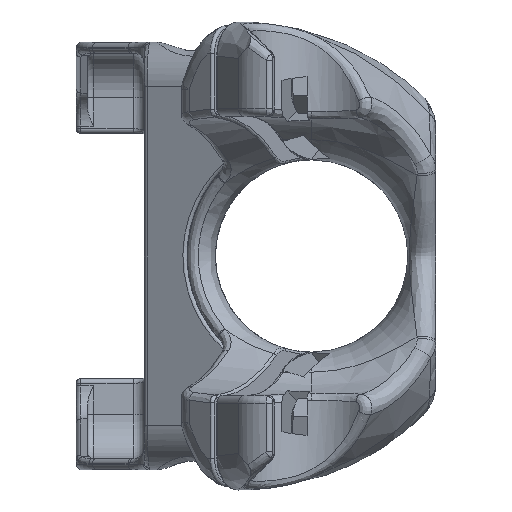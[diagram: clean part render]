
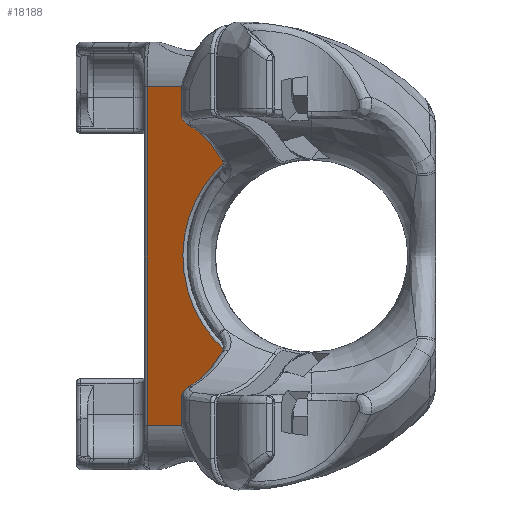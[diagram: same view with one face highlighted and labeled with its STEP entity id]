
A CAD part, left-side view. The second image highlights one B-rep face of the part: STEP entity #18188.
In plain terms, the highlighted planar face has unit normal (-0.866, 0.5, 0).
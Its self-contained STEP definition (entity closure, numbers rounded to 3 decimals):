
#17476=CARTESIAN_POINT('',(30.489,12.044,-30.35));
#17477=VERTEX_POINT('',#17476);
#17510=CARTESIAN_POINT('',(30.502,12.066,-29.823));
#17511=VERTEX_POINT('',#17510);
#17519=CARTESIAN_POINT('',(27.702,7.216,-29.823));
#17520=DIRECTION('',(-0.866,0.5,0.));
#17521=DIRECTION('',(0.499,0.865,-0.052));
#17522=AXIS2_PLACEMENT_3D('',#17519,#17520,#17521);
#17523=CIRCLE('',#17522,5.6);
#17524=EDGE_CURVE('',#17511,#17477,#17523,.T.);
#17542=CARTESIAN_POINT('',(30.502,12.066,-22.325));
#17543=VERTEX_POINT('',#17542);
#17551=CARTESIAN_POINT('',(30.502,12.066,-22.325));
#17552=DIRECTION('',(0.0,0.0,-1.0));
#17553=VECTOR('',#17552,7.498);
#17554=LINE('',#17551,#17553);
#17555=EDGE_CURVE('',#17543,#17511,#17554,.T.);
#17598=CARTESIAN_POINT('',(31.563,13.904,-18.322));
#17599=VERTEX_POINT('',#17598);
#17607=CARTESIAN_POINT('',(31.563,13.904,-18.322));
#17608=CARTESIAN_POINT('',(31.281,13.416,-18.686));
#17609=CARTESIAN_POINT('',(30.722,12.447,-19.844));
#17610=CARTESIAN_POINT('',(30.502,12.066,-21.429));
#17611=CARTESIAN_POINT('',(30.502,12.066,-22.325));
#17612=B_SPLINE_CURVE_WITH_KNOTS('',3,(#17607,#17608,#17609,#17610,#17611),.UNSPECIFIED.,.F.,.U.,(4,1,4),(0.0,0.201,0.47),.UNSPECIFIED.);
#17613=EDGE_CURVE('',#17599,#17543,#17612,.T.);
#17665=CARTESIAN_POINT('',(31.563,13.904,18.322));
#17666=VERTEX_POINT('',#17665);
#17674=CARTESIAN_POINT('',(23.68,0.25,0.));
#17675=DIRECTION('',(-0.866,0.5,0.));
#17676=DIRECTION('',(0.5,0.866,0.));
#17677=AXIS2_PLACEMENT_3D('',#17674,#17675,#17676);
#17678=ELLIPSE('',#17677,26.385,22.85);
#17679=EDGE_CURVE('',#17666,#17599,#17678,.T.);
#17725=CARTESIAN_POINT('',(30.502,12.066,22.325));
#17726=VERTEX_POINT('',#17725);
#17734=CARTESIAN_POINT('',(30.502,12.066,22.325));
#17735=CARTESIAN_POINT('',(30.502,12.066,21.429));
#17736=CARTESIAN_POINT('',(30.72,12.444,19.851));
#17737=CARTESIAN_POINT('',(31.281,13.416,18.686));
#17738=CARTESIAN_POINT('',(31.563,13.904,18.322));
#17739=B_SPLINE_CURVE_WITH_KNOTS('',3,(#17734,#17735,#17736,#17737,#17738),.UNSPECIFIED.,.F.,.U.,(4,1,4),(0.0,0.269,0.47),.UNSPECIFIED.);
#17740=EDGE_CURVE('',#17726,#17666,#17739,.T.);
#17761=CARTESIAN_POINT('',(30.502,12.066,29.823));
#17762=VERTEX_POINT('',#17761);
#17770=CARTESIAN_POINT('',(30.502,12.066,29.823));
#17771=DIRECTION('',(0.0,0.0,-1.0));
#17772=VECTOR('',#17771,7.498);
#17773=LINE('',#17770,#17772);
#17774=EDGE_CURVE('',#17762,#17726,#17773,.T.);
#17793=CARTESIAN_POINT('',(30.489,12.044,30.35));
#17794=VERTEX_POINT('',#17793);
#17802=CARTESIAN_POINT('',(27.702,7.216,29.823));
#17803=DIRECTION('',(-0.866,0.5,0.));
#17804=DIRECTION('',(0.499,0.865,0.052));
#17805=AXIS2_PLACEMENT_3D('',#17802,#17803,#17804);
#17806=CIRCLE('',#17805,5.6);
#17807=EDGE_CURVE('',#17794,#17762,#17806,.T.);
#18111=CARTESIAN_POINT('',(40.568,29.5,-30.35));
#18112=VERTEX_POINT('',#18111);
#18113=CARTESIAN_POINT('',(30.489,12.044,-30.35));
#18114=DIRECTION('',(0.5,0.866,0.0));
#18115=VECTOR('',#18114,20.156);
#18116=LINE('',#18113,#18115);
#18117=EDGE_CURVE('',#17477,#18112,#18116,.T.);
#18159=CARTESIAN_POINT('',(39.702,28.,38.35));
#18160=DIRECTION('',(0.866,-0.5,0.));
#18161=DIRECTION('',(0.0,0.0,-1.0));
#18162=AXIS2_PLACEMENT_3D('',#18159,#18160,#18161);
#18163=PLANE('',#18162);
#18164=ORIENTED_EDGE('',*,*,#17524,.F.);
#18165=ORIENTED_EDGE('',*,*,#17555,.F.);
#18166=ORIENTED_EDGE('',*,*,#17613,.F.);
#18167=ORIENTED_EDGE('',*,*,#17679,.F.);
#18168=ORIENTED_EDGE('',*,*,#17740,.F.);
#18169=ORIENTED_EDGE('',*,*,#17774,.F.);
#18170=ORIENTED_EDGE('',*,*,#17807,.F.);
#18171=CARTESIAN_POINT('',(40.568,29.5,30.35));
#18172=VERTEX_POINT('',#18171);
#18173=CARTESIAN_POINT('',(40.568,29.5,30.35));
#18174=DIRECTION('',(-0.5,-0.866,0.));
#18175=VECTOR('',#18174,20.156);
#18176=LINE('',#18173,#18175);
#18177=EDGE_CURVE('',#18172,#17794,#18176,.T.);
#18178=ORIENTED_EDGE('',*,*,#18177,.F.);
#18179=CARTESIAN_POINT('',(40.568,29.5,-30.35));
#18180=DIRECTION('',(0.0,0.0,1.0));
#18181=VECTOR('',#18180,60.7);
#18182=LINE('',#18179,#18181);
#18183=EDGE_CURVE('',#18112,#18172,#18182,.T.);
#18184=ORIENTED_EDGE('',*,*,#18183,.F.);
#18185=ORIENTED_EDGE('',*,*,#18117,.F.);
#18186=EDGE_LOOP('',(#18164,#18165,#18166,#18167,#18168,#18169,#18170,#18178,#18184,#18185));
#18187=FACE_OUTER_BOUND('',#18186,.T.);
#18188=ADVANCED_FACE('',(#18187),#18163,.F.);
